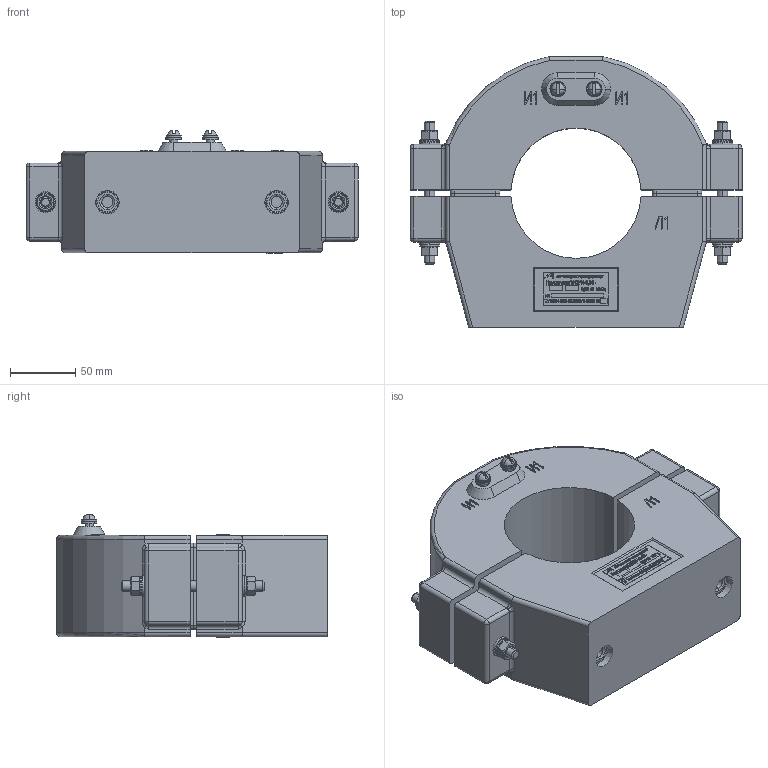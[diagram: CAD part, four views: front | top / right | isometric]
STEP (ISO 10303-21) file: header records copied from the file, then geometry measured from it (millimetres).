
FILE_DESCRIPTION (( 'STEP AP214' ), '1' );
FILE_NAME ('ﾒﾄﾇﾐﾋ-0,66-2 (2.1; 2.2).STEP', '2023-07-14T08:52:35', ( '' ), ( '' ), 'SwSTEP 2.0', 'SolidWorks 2014', '' );
FILE_SCHEMA (( 'AUTOMOTIVE_DESIGN' ));
Length unit declared in the file: millimetre
Products named in the file (14): ��������^����.671323.502 ������ ������� ���� � ��������_�����-0,66-2.1 (����); ﾒﾄﾇﾐﾋ-0,66-2 (2.1; 2.2); øïèëüêà^ÈÁËÒ.671323.001 Äàò÷èê òîêà òðàíñôîðìàòîðíûé ðàçú¸ìíûé ÒÄÇÐË-0,66; Ãàéêà øåñòèãðàííàÿ DIN 934_8; ﾘ琺矜 DIN 127 B_8; ﾘ琺矜 DIN 125 ﾀ_8.01.019; Âèíò ÃÎÑÒ 17473-80_6å10; ﾘ琺矜 DIN 127 B_6; ﾘ琺矜 DIN 125 ﾀ_6.01.019; ÂÅÈÓ.754312.178 Òàáëè÷êà íà äàò÷èê òîêà ÒÄÇÐË-0,66; ����.671323.502 ������ ������� ���� � ��������_-10 �����-0,66-2 (���); ��������^����.671323.502 ������ ������� ���� � ��������_�����-0,66-2.1 (���); Ãàéêà øåñòèãðàííàÿ DIN 934_10; ����.671323.502 ������ ������� ���� � ��������_-09 �����-0,66-2 (����)
Assembly tree (27 placements, depth 3):
  ﾒﾄﾇﾐﾋ-0,66-2 (2.1; 2.2)
    ����.671323.502 ������ ������� ���� � ��������_-09 �����-0,66-2 (����)
      ��������^����.671323.502 ������ ������� ���� � ��������_�����-0,66-2.1 (����)
    ����.671323.502 ������ ������� ���� � ��������_-10 �����-0,66-2 (���)
      Ãàéêà øåñòèãðàííàÿ DIN 934_10  x2
      ��������^����.671323.502 ������ ������� ���� � ��������_�����-0,66-2.1 (���)
    ÂÅÈÓ.754312.178 Òàáëè÷êà íà äàò÷èê òîêà ÒÄÇÐË-0,66
    ﾘ琺矜 DIN 125 ﾀ_6.01.019  x2
    ﾘ琺矜 DIN 127 B_6  x2
    Âèíò ÃÎÑÒ 17473-80_6å10  x2
    ﾘ琺矜 DIN 125 ﾀ_8.01.019  x4
    ﾘ琺矜 DIN 127 B_8  x4
    Ãàéêà øåñòèãðàííàÿ DIN 934_8  x4
    øïèëüêà^ÈÁËÒ.671323.001 Äàò÷èê òîêà òðàíñôîðìàòîðíûé ðàçú¸ìíûé ÒÄÇÐË-0,66  x2
Bounding box: 255 x 208 x 95.11 mm (x, y, z)
Volume: 1801645.6 mm3; surface area: 309647.2 mm2
Topology: 25 solids, 64 shells, 2493 faces, 6398 edges, 4112 vertices
Faces by surface type: plane 951, bspline 605, cylinder 494, torus 352, cone 79, sphere 12
Entity records: 113616 total; most frequent: CARTESIAN_POINT 46577, ORIENTED_EDGE 12032, DIRECTION 9792, EDGE_CURVE 6016, VERTEX_POINT 3877, AXIS2_PLACEMENT_3D 3338, VECTOR 3116, LINE 3116
